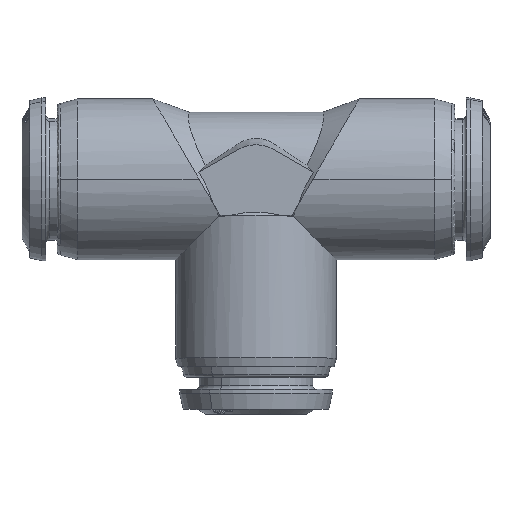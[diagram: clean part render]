
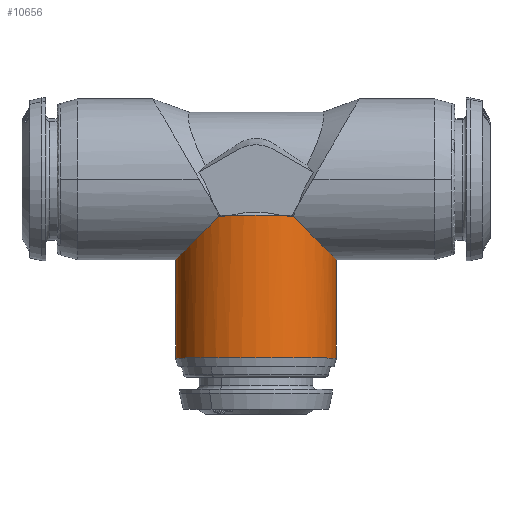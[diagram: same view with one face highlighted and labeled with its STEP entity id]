
A CAD part, top view. The second image highlights one B-rep face of the part: STEP entity #10656.
In plain terms, the highlighted cylindrical face has radius 10.5 mm (diameter 21 mm), a partial arc.
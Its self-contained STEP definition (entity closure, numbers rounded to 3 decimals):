
#195 = FACE_OUTER_BOUND ( 'NONE', #4783, .T. ) ;
#200 = CYLINDRICAL_SURFACE ( 'NONE', #3886, 10.5 ) ;
#366 = CARTESIAN_POINT ( 'NONE',  ( -4.85, -4.85, 9.313 ) ) ;
#368 = CARTESIAN_POINT ( 'NONE',  ( -4.819, -4.895, 9.329 ) ) ;
#371 = CARTESIAN_POINT ( 'NONE',  ( 3.202, -4.715, 10. ) ) ;
#372 = CARTESIAN_POINT ( 'NONE',  ( 4.819, -4.895, 9.329 ) ) ;
#375 = CARTESIAN_POINT ( 'NONE',  ( 4.85, -4.85, 9.313 ) ) ;
#377 = CARTESIAN_POINT ( 'NONE',  ( 10.5, -10.5, 0. ) ) ;
#379 = CARTESIAN_POINT ( 'NONE',  ( 10.5, -23.38, 0. ) ) ;
#380 = CARTESIAN_POINT ( 'NONE',  ( -10.5, -23.38, 0. ) ) ;
#386 = CARTESIAN_POINT ( 'NONE',  ( -3.202, -4.715, 10. ) ) ;
#387 = CARTESIAN_POINT ( 'NONE',  ( -10.5, -10.5, 0. ) ) ;
#1537 = ORIENTED_EDGE ( 'NONE', *, *, #7314, .T. ) ;
#1539 = ORIENTED_EDGE ( 'NONE', *, *, #7316, .T. ) ;
#1541 = ORIENTED_EDGE ( 'NONE', *, *, #7317, .F. ) ;
#1544 = ORIENTED_EDGE ( 'NONE', *, *, #7318, .T. ) ;
#1546 = ORIENTED_EDGE ( 'NONE', *, *, #7319, .T. ) ;
#1548 = ORIENTED_EDGE ( 'NONE', *, *, #7320, .F. ) ;
#1550 = ORIENTED_EDGE ( 'NONE', *, *, #7321, .T. ) ;
#1552 = ORIENTED_EDGE ( 'NONE', *, *, #7322, .T. ) ;
#1554 = ORIENTED_EDGE ( 'NONE', *, *, #7323, .F. ) ;
#1557 = ORIENTED_EDGE ( 'NONE', *, *, #7324, .F. ) ;
#1979 = CIRCLE ( 'NONE', #4181, 10.5 ) ;
#1982 = LINE ( 'NONE', #14179, #1984 ) ;
#1984 = VECTOR ( 'NONE', #14185, 1000. ) ;
#1985 = CIRCLE ( 'NONE', #4182, 10.5 ) ;
#1987 = LINE ( 'NONE', #14213, #1988 ) ;
#1988 = VECTOR ( 'NONE', #14215, 1000. ) ;
#3886 = AXIS2_PLACEMENT_3D ( 'NONE', #8630, #8631, #8639 ) ;
#4181 = AXIS2_PLACEMENT_3D ( 'NONE', #14181, #14182, #14183 ) ;
#4182 = AXIS2_PLACEMENT_3D ( 'NONE', #14199, #14200, #14201 ) ;
#4783 = EDGE_LOOP ( 'NONE', ( #1537, #1539, #1541, #1544, #1546, #1548, #1550, #1552, #1554, #1557 ) ) ;
#4992 = VERTEX_POINT ( 'NONE', #366 ) ;
#4993 = VERTEX_POINT ( 'NONE', #368 ) ;
#4995 = VERTEX_POINT ( 'NONE', #371 ) ;
#4996 = VERTEX_POINT ( 'NONE', #372 ) ;
#4998 = VERTEX_POINT ( 'NONE', #375 ) ;
#4999 = VERTEX_POINT ( 'NONE', #377 ) ;
#5000 = VERTEX_POINT ( 'NONE', #379 ) ;
#5001 = VERTEX_POINT ( 'NONE', #380 ) ;
#5007 = VERTEX_POINT ( 'NONE', #386 ) ;
#5008 = VERTEX_POINT ( 'NONE', #387 ) ;
#5505 =( BOUNDED_CURVE ( )  B_SPLINE_CURVE ( 3, ( #14184, #14178, #14188, #14189 ),
 .UNSPECIFIED., .F., .F. ) 
 B_SPLINE_CURVE_WITH_KNOTS ( ( 4, 4 ),
 ( 2.051, 3.142 ),
 .UNSPECIFIED. ) 
 CURVE ( )  GEOMETRIC_REPRESENTATION_ITEM ( )  RATIONAL_B_SPLINE_CURVE ( ( 1., 0.903, 0.903, 1. ) ) 
 REPRESENTATION_ITEM ( '' )  );
#5506 =( BOUNDED_CURVE ( )  B_SPLINE_CURVE ( 3, ( #14186, #14187, #14192, #14193 ),
 .UNSPECIFIED., .F., .F. ) 
 B_SPLINE_CURVE_WITH_KNOTS ( ( 4, 4 ),
 ( 0.791, 0.794 ),
 .UNSPECIFIED. ) 
 CURVE ( )  GEOMETRIC_REPRESENTATION_ITEM ( )  RATIONAL_B_SPLINE_CURVE ( ( 1., 1., 1., 1. ) ) 
 REPRESENTATION_ITEM ( '' )  );
#5507 =( BOUNDED_CURVE ( )  B_SPLINE_CURVE ( 3, ( #14190, #14191, #14195, #14196 ),
 .UNSPECIFIED., .F., .F. ) 
 B_SPLINE_CURVE_WITH_KNOTS ( ( 4, 4 ),
 ( 5.806, 5.973 ),
 .UNSPECIFIED. ) 
 CURVE ( )  GEOMETRIC_REPRESENTATION_ITEM ( )  RATIONAL_B_SPLINE_CURVE ( ( 1., 0.998, 0.998, 1. ) ) 
 REPRESENTATION_ITEM ( '' )  );
#5508 =( BOUNDED_CURVE ( )  B_SPLINE_CURVE ( 3, ( #14198, #14197, #14203, #14204 ),
 .UNSPECIFIED., .F., .F. ) 
 B_SPLINE_CURVE_WITH_KNOTS ( ( 4, 4 ),
 ( 0.31, 0.477 ),
 .UNSPECIFIED. ) 
 CURVE ( )  GEOMETRIC_REPRESENTATION_ITEM ( )  RATIONAL_B_SPLINE_CURVE ( ( 1., 0.998, 0.998, 1. ) ) 
 REPRESENTATION_ITEM ( '' )  );
#5509 =( BOUNDED_CURVE ( )  B_SPLINE_CURVE ( 3, ( #14194, #14202, #14207, #14208 ),
 .UNSPECIFIED., .F., .F. ) 
 B_SPLINE_CURVE_WITH_KNOTS ( ( 4, 4 ),
 ( 5.489, 5.493 ),
 .UNSPECIFIED. ) 
 CURVE ( )  GEOMETRIC_REPRESENTATION_ITEM ( )  RATIONAL_B_SPLINE_CURVE ( ( 1., 1., 1., 1. ) ) 
 REPRESENTATION_ITEM ( '' )  );
#5510 =( BOUNDED_CURVE ( )  B_SPLINE_CURVE ( 3, ( #14206, #14205, #14211, #14212 ),
 .UNSPECIFIED., .F., .F. ) 
 B_SPLINE_CURVE_WITH_KNOTS ( ( 4, 4 ),
 ( 3.142, 4.232 ),
 .UNSPECIFIED. ) 
 CURVE ( )  GEOMETRIC_REPRESENTATION_ITEM ( )  RATIONAL_B_SPLINE_CURVE ( ( 1., 0.903, 0.903, 1. ) ) 
 REPRESENTATION_ITEM ( '' )  );
#7314 = EDGE_CURVE ( 'NONE', #5001, #5000, #1979, .T. ) ;
#7316 = EDGE_CURVE ( 'NONE', #5000, #4999, #1982, .T. ) ;
#7317 = EDGE_CURVE ( 'NONE', #4998, #4999, #5505, .T. ) ;
#7318 = EDGE_CURVE ( 'NONE', #4998, #4996, #5506, .T. ) ;
#7319 = EDGE_CURVE ( 'NONE', #4996, #4995, #5507, .T. ) ;
#7320 = EDGE_CURVE ( 'NONE', #5007, #4995, #1985, .T. ) ;
#7321 = EDGE_CURVE ( 'NONE', #5007, #4993, #5508, .T. ) ;
#7322 = EDGE_CURVE ( 'NONE', #4993, #4992, #5509, .T. ) ;
#7323 = EDGE_CURVE ( 'NONE', #5008, #4992, #5510, .T. ) ;
#7324 = EDGE_CURVE ( 'NONE', #5001, #5008, #1987, .T. ) ;
#8630 = CARTESIAN_POINT ( 'NONE',  ( 0., 0., 0. ) ) ;
#8631 = DIRECTION ( 'NONE',  ( 0., 1., 0. ) ) ;
#8639 = DIRECTION ( 'NONE',  ( -1., 0., 0. ) ) ;
#10656 = ADVANCED_FACE ( 'NONE', ( #195 ), #200, .T. ) ;
#14178 = CARTESIAN_POINT ( 'NONE',  ( 8.415, -8.415, 7.456 ) ) ;
#14179 = CARTESIAN_POINT ( 'NONE',  ( 10.5, 0., 0. ) ) ;
#14181 = CARTESIAN_POINT ( 'NONE',  ( 0., -23.38, 0. ) ) ;
#14182 = DIRECTION ( 'NONE',  ( 0., 1., 0. ) ) ;
#14183 = DIRECTION ( 'NONE',  ( -1., 0., 0. ) ) ;
#14184 = CARTESIAN_POINT ( 'NONE',  ( 4.85, -4.85, 9.313 ) ) ;
#14185 = DIRECTION ( 'NONE',  ( 0., 1., 0. ) ) ;
#14186 = CARTESIAN_POINT ( 'NONE',  ( 4.85, -4.85, 9.313 ) ) ;
#14187 = CARTESIAN_POINT ( 'NONE',  ( 4.84, -4.865, 9.318 ) ) ;
#14188 = CARTESIAN_POINT ( 'NONE',  ( 10.5, -10.5, 4.019 ) ) ;
#14189 = CARTESIAN_POINT ( 'NONE',  ( 10.5, -10.5, 0. ) ) ;
#14190 = CARTESIAN_POINT ( 'NONE',  ( 4.819, -4.895, 9.329 ) ) ;
#14191 = CARTESIAN_POINT ( 'NONE',  ( 4.299, -4.823, 9.597 ) ) ;
#14192 = CARTESIAN_POINT ( 'NONE',  ( 4.83, -4.88, 9.323 ) ) ;
#14193 = CARTESIAN_POINT ( 'NONE',  ( 4.819, -4.895, 9.329 ) ) ;
#14194 = CARTESIAN_POINT ( 'NONE',  ( -4.819, -4.895, 9.329 ) ) ;
#14195 = CARTESIAN_POINT ( 'NONE',  ( 3.759, -4.763, 9.822 ) ) ;
#14196 = CARTESIAN_POINT ( 'NONE',  ( 3.202, -4.715, 10. ) ) ;
#14197 = CARTESIAN_POINT ( 'NONE',  ( -3.759, -4.763, 9.822 ) ) ;
#14198 = CARTESIAN_POINT ( 'NONE',  ( -3.202, -4.715, 10. ) ) ;
#14199 = CARTESIAN_POINT ( 'NONE',  ( 0., -4.715, 0. ) ) ;
#14200 = DIRECTION ( 'NONE',  ( 0., 1., 0. ) ) ;
#14201 = DIRECTION ( 'NONE',  ( -1., 0., 0. ) ) ;
#14202 = CARTESIAN_POINT ( 'NONE',  ( -4.83, -4.88, 9.323 ) ) ;
#14203 = CARTESIAN_POINT ( 'NONE',  ( -4.299, -4.823, 9.597 ) ) ;
#14204 = CARTESIAN_POINT ( 'NONE',  ( -4.819, -4.895, 9.329 ) ) ;
#14205 = CARTESIAN_POINT ( 'NONE',  ( -10.5, -10.5, 4.019 ) ) ;
#14206 = CARTESIAN_POINT ( 'NONE',  ( -10.5, -10.5, 0. ) ) ;
#14207 = CARTESIAN_POINT ( 'NONE',  ( -4.84, -4.865, 9.318 ) ) ;
#14208 = CARTESIAN_POINT ( 'NONE',  ( -4.85, -4.85, 9.313 ) ) ;
#14211 = CARTESIAN_POINT ( 'NONE',  ( -8.415, -8.415, 7.456 ) ) ;
#14212 = CARTESIAN_POINT ( 'NONE',  ( -4.85, -4.85, 9.313 ) ) ;
#14213 = CARTESIAN_POINT ( 'NONE',  ( -10.5, 0., 0. ) ) ;
#14215 = DIRECTION ( 'NONE',  ( 0., 1., 0. ) ) ;
